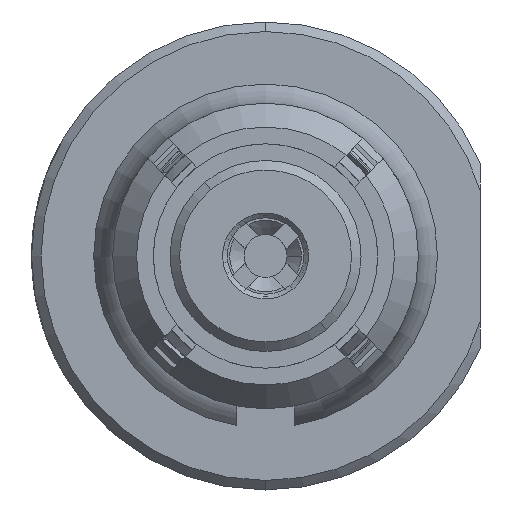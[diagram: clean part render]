
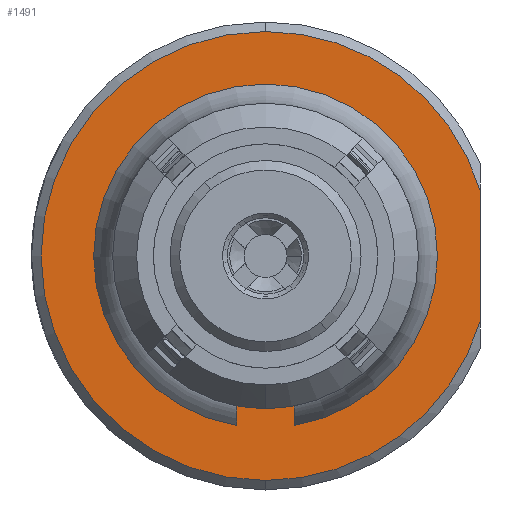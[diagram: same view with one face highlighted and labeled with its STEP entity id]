
A CAD part, left-side view. The second image highlights one B-rep face of the part: STEP entity #1491.
In plain terms, the highlighted planar face has unit normal (-1, 0, 0).
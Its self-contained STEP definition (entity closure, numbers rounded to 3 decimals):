
#58 = CARTESIAN_POINT ( 'NONE',  ( -3.2, -2.25, -0.678 ) ) ;
#69 = DIRECTION ( 'NONE',  ( -1., 0., 0. ) ) ;
#164 = LINE ( 'NONE', #224, #1972 ) ;
#180 = ORIENTED_EDGE ( 'NONE', *, *, #3187, .F. ) ;
#187 = DIRECTION ( 'NONE',  ( 1., 0., 0. ) ) ;
#201 = CIRCLE ( 'NONE', #3134, 2.35 ) ;
#218 = CARTESIAN_POINT ( 'NONE',  ( -3.2, 0., 0. ) ) ;
#224 = CARTESIAN_POINT ( 'NONE',  ( -3.2, -2.25, -0.97 ) ) ;
#237 = EDGE_LOOP ( 'NONE', ( #267, #2428 ) ) ;
#267 = ORIENTED_EDGE ( 'NONE', *, *, #1123, .T. ) ;
#474 = CARTESIAN_POINT ( 'NONE',  ( -3.2, -2.25, 0.678 ) ) ;
#480 = VERTEX_POINT ( 'NONE', #1226 ) ;
#587 = CIRCLE ( 'NONE', #2242, 2.35 ) ;
#683 = CARTESIAN_POINT ( 'NONE',  ( -3.2, 0., -2.35 ) ) ;
#716 = AXIS2_PLACEMENT_3D ( 'NONE', #933, #69, #1184 ) ;
#821 = DIRECTION ( 'NONE',  ( 0., 0., -1. ) ) ;
#874 = AXIS2_PLACEMENT_3D ( 'NONE', #1049, #187, #2135 ) ;
#933 = CARTESIAN_POINT ( 'NONE',  ( -3.2, 2.35, 0. ) ) ;
#994 = DIRECTION ( 'NONE',  ( 0., 0., -1. ) ) ;
#1041 = VERTEX_POINT ( 'NONE', #683 ) ;
#1049 = CARTESIAN_POINT ( 'NONE',  ( -3.2, 0., 0. ) ) ;
#1087 = CARTESIAN_POINT ( 'NONE',  ( -3.2, 0., 0. ) ) ;
#1123 = EDGE_CURVE ( 'NONE', #2689, #1413, #3290, .T. ) ;
#1148 = CARTESIAN_POINT ( 'NONE',  ( -3.2, 0., 1.575 ) ) ;
#1184 = DIRECTION ( 'NONE',  ( 0., 0., 1. ) ) ;
#1199 = FACE_OUTER_BOUND ( 'NONE', #2069, .T. ) ;
#1226 = CARTESIAN_POINT ( 'NONE',  ( -3.2, 0., 2.35 ) ) ;
#1234 = CIRCLE ( 'NONE', #1856, 1.575 ) ;
#1413 = VERTEX_POINT ( 'NONE', #1148 ) ;
#1455 = DIRECTION ( 'NONE',  ( 0., 0., -1. ) ) ;
#1491 = ADVANCED_FACE ( 'NONE', ( #1199, #2530 ), #3403, .T. ) ;
#1600 = DIRECTION ( 'NONE',  ( 1., 0., 0. ) ) ;
#1618 = AXIS2_PLACEMENT_3D ( 'NONE', #218, #1807, #2895 ) ;
#1719 = CARTESIAN_POINT ( 'NONE',  ( -3.2, 0., 0. ) ) ;
#1734 = VERTEX_POINT ( 'NONE', #58 ) ;
#1807 = DIRECTION ( 'NONE',  ( 1., 0., 0. ) ) ;
#1856 = AXIS2_PLACEMENT_3D ( 'NONE', #1719, #1600, #1455 ) ;
#1927 = EDGE_CURVE ( 'NONE', #3439, #1734, #164, .T. ) ;
#1953 = CARTESIAN_POINT ( 'NONE',  ( -3.2, 0., 0. ) ) ;
#1972 = VECTOR ( 'NONE', #994, 1000. ) ;
#2018 = EDGE_CURVE ( 'NONE', #1413, #2689, #1234, .T. ) ;
#2058 = EDGE_CURVE ( 'NONE', #1041, #480, #201, .T. ) ;
#2069 = EDGE_LOOP ( 'NONE', ( #2360, #2184, #2583, #180 ) ) ;
#2135 = DIRECTION ( 'NONE',  ( 0., 0., -1. ) ) ;
#2184 = ORIENTED_EDGE ( 'NONE', *, *, #3504, .F. ) ;
#2242 = AXIS2_PLACEMENT_3D ( 'NONE', #1087, #2506, #821 ) ;
#2360 = ORIENTED_EDGE ( 'NONE', *, *, #1927, .F. ) ;
#2428 = ORIENTED_EDGE ( 'NONE', *, *, #2018, .T. ) ;
#2506 = DIRECTION ( 'NONE',  ( 1., 0., 0. ) ) ;
#2530 = FACE_BOUND ( 'NONE', #237, .T. ) ;
#2583 = ORIENTED_EDGE ( 'NONE', *, *, #2058, .F. ) ;
#2689 = VERTEX_POINT ( 'NONE', #3525 ) ;
#2805 = DIRECTION ( 'NONE',  ( 0., 0., -1. ) ) ;
#2895 = DIRECTION ( 'NONE',  ( 0., 0., -1. ) ) ;
#3064 = DIRECTION ( 'NONE',  ( 1., 0., 0. ) ) ;
#3134 = AXIS2_PLACEMENT_3D ( 'NONE', #1953, #3064, #2805 ) ;
#3187 = EDGE_CURVE ( 'NONE', #1734, #1041, #587, .T. ) ;
#3290 = CIRCLE ( 'NONE', #1618, 1.575 ) ;
#3403 = PLANE ( 'NONE',  #716 ) ;
#3439 = VERTEX_POINT ( 'NONE', #474 ) ;
#3504 = EDGE_CURVE ( 'NONE', #480, #3439, #3524, .T. ) ;
#3524 = CIRCLE ( 'NONE', #874, 2.35 ) ;
#3525 = CARTESIAN_POINT ( 'NONE',  ( -3.2, 0., -1.575 ) ) ;
